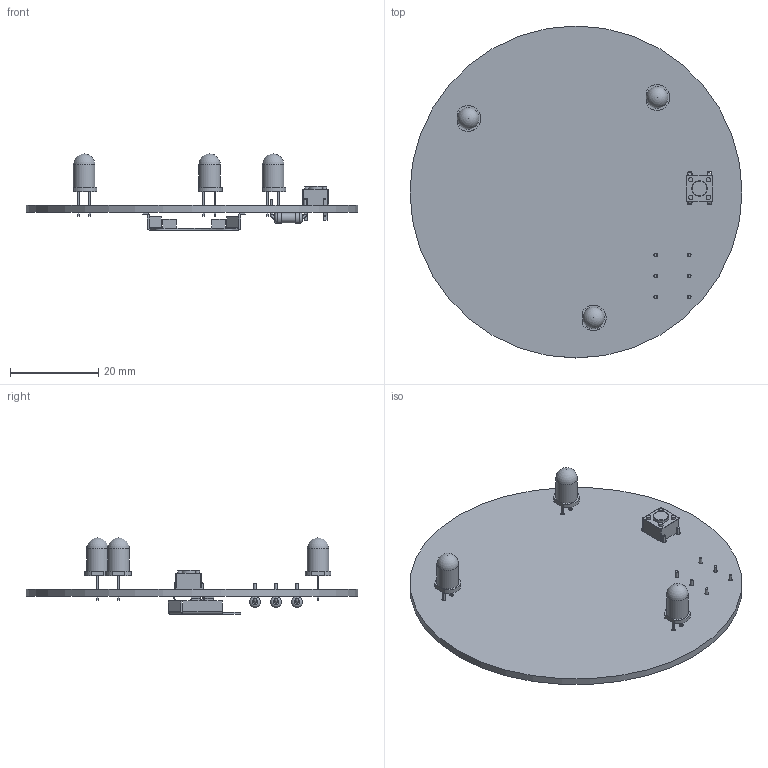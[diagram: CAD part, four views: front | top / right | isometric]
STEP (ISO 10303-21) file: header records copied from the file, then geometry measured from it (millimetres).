
FILE_DESCRIPTION(('KiCad electronic assembly'),'2;1');
FILE_NAME('Celeste Keychain.step','2025-05-01T23:32:42',('Pcbnew'),( 'Kicad'),'Open CASCADE STEP processor 7.8','KiCad to STEP converter' ,'Unknown');
FILE_SCHEMA(('AUTOMOTIVE_DESIGN { 1 0 10303 214 1 1 1 1 }'));
Length unit declared in the file: millimetre
Products named in the file (10): Celeste Keychain 1; LED_D5.0mm; SW_PUSH_6mm; R_Axial_DIN0207_L6.3mm_D2.5mm_P7.62mm_Horizontal; R_Axial_DIN0207_L63mm_D25mm_P762mm_Horizontal; BatteryHolder_Keystone_3034_1x20mm; _autosave-Celeste Keychain_PCB
Assembly tree (13 placements, depth 3):
  Celeste Keychain 1
    LED_D5.0mm  x3
      LED_D5.0mm
    SW_PUSH_6mm
      SW_PUSH_6mm
    R_Axial_DIN0207_L6.3mm_D2.5mm_P7.62mm_Horizontal  x3
      R_Axial_DIN0207_L63mm_D25mm_P762mm_Horizontal
    BatteryHolder_Keystone_3034_1x20mm
      BatteryHolder_Keystone_3034_1x20mm
    _autosave-Celeste Keychain_PCB
Bounding box: 75.3 x 75.3 x 17.3 mm (x, y, z)
Volume: 7939.8 mm3; surface area: 11065.5 mm2
Topology: 9 solids, 9 shells, 381 faces, 900 edges, 560 vertices
Faces by surface type: plane 245, cylinder 120, torus 13, sphere 3
Full cylindrical faces by diameter (mm): 0.6 x6, 0.8 x6, 0.9 x6, 1 x4, 1.1 x4, 2.25 x3, 2.5 x6, 3.5 x1, 4.9 x3, 75.302 x1
Entity records: 10849 total; most frequent: CARTESIAN_POINT 1934, DIRECTION 1664, ORIENTED_EDGE 1566, EDGE_CURVE 783, LINE 564, VECTOR 564, AXIS2_PLACEMENT_3D 550, VERTEX_POINT 486
